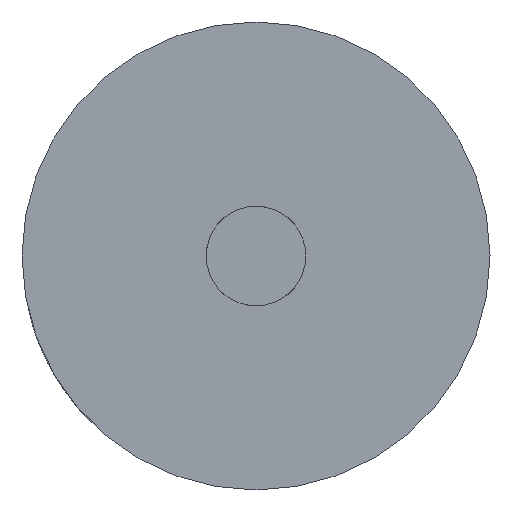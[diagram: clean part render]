
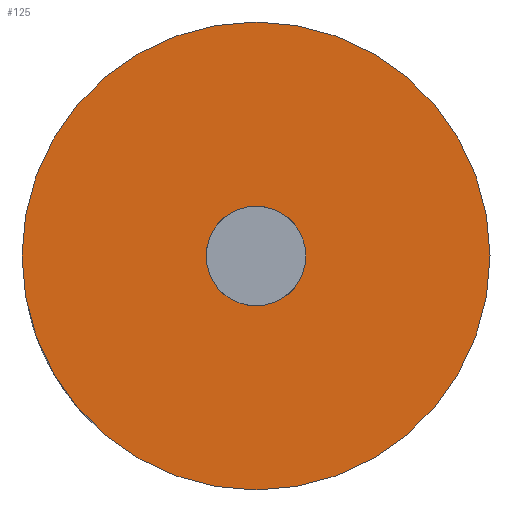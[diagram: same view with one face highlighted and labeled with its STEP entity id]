
A CAD part, left-side view. The second image highlights one B-rep face of the part: STEP entity #125.
In plain terms, the highlighted planar face has unit normal (-1, 0, 0).
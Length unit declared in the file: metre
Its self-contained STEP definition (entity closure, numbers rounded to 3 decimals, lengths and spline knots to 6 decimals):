
#22=PLANE('',#153);
#37=ORIENTED_EDGE('',*,*,#54,.F.);
#38=ORIENTED_EDGE('',*,*,#50,.F.);
#50=EDGE_CURVE('',#60,#60,#69,.F.);
#54=EDGE_CURVE('',#64,#64,#72,.T.);
#60=VERTEX_POINT('',#221);
#64=VERTEX_POINT('',#243);
#69=CIRCLE('',#147,0.00635);
#72=CIRCLE('',#154,0.001353);
#85=EDGE_LOOP('',(#37));
#86=EDGE_LOOP('',(#38));
#105=FACE_BOUND('',#85,.T.);
#106=FACE_BOUND('',#86,.T.);
#125=ADVANCED_FACE('',(#105,#106),#22,.T.);
#147=AXIS2_PLACEMENT_3D('',#220,#170,#171);
#153=AXIS2_PLACEMENT_3D('',#241,#182,#183);
#154=AXIS2_PLACEMENT_3D('',#242,#184,#185);
#170=DIRECTION('',(-1.,0.,0.));
#171=DIRECTION('',(0.,-1.,0.));
#182=DIRECTION('',(-1.,0.,0.));
#183=DIRECTION('',(0.,-1.,0.));
#184=DIRECTION('',(-1.,0.,0.));
#185=DIRECTION('',(0.,-1.,0.));
#220=CARTESIAN_POINT('',(-0.047192,-0.346144,0.124415));
#221=CARTESIAN_POINT('',(-0.047192,-0.352494,0.124415));
#241=CARTESIAN_POINT('',(-0.047192,-0.346144,0.122923));
#242=CARTESIAN_POINT('',(-0.047192,-0.346144,0.124415));
#243=CARTESIAN_POINT('',(-0.047192,-0.347497,0.124415));
